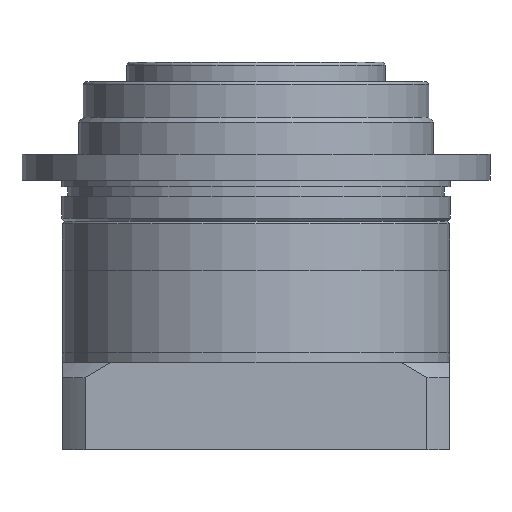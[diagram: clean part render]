
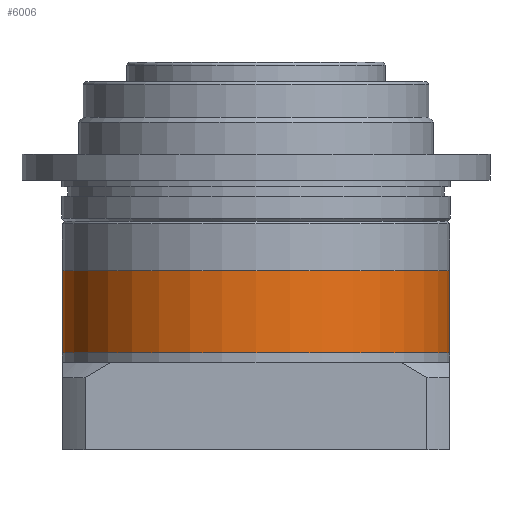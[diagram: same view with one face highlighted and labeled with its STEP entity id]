
A CAD part, front view. The second image highlights one B-rep face of the part: STEP entity #6006.
In plain terms, the highlighted cylindrical face has radius 60 mm (diameter 120 mm), a partial arc.
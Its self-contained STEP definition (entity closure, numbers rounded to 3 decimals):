
#293 = ORIENTED_EDGE ( 'NONE', *, *, #595, .F. ) ;
#595 = EDGE_CURVE ( 'NONE', #4595, #2483, #3712, .T. ) ;
#893 = DIRECTION ( 'NONE',  ( 0., 0., 1. ) ) ;
#1324 = CARTESIAN_POINT ( 'NONE',  ( 0., 0., 28.5 ) ) ;
#1574 = VECTOR ( 'NONE', #2988, 1000. ) ;
#1713 = CYLINDRICAL_SURFACE ( 'NONE', #5257, 60. ) ;
#1761 = ORIENTED_EDGE ( 'NONE', *, *, #2363, .T. ) ;
#1828 = CARTESIAN_POINT ( 'NONE',  ( 0., 0., 43.75 ) ) ;
#1974 = DIRECTION ( 'NONE',  ( 1., 0., 0. ) ) ;
#2108 = EDGE_CURVE ( 'NONE', #4595, #4485, #4877, .T. ) ;
#2189 = AXIS2_PLACEMENT_3D ( 'NONE', #1324, #5866, #1974 ) ;
#2363 = EDGE_CURVE ( 'NONE', #4485, #7868, #3359, .T. ) ;
#2483 = VERTEX_POINT ( 'NONE', #5840 ) ;
#2531 = FACE_OUTER_BOUND ( 'NONE', #6836, .T. ) ;
#2673 = CARTESIAN_POINT ( 'NONE',  ( 60., 0., 3. ) ) ;
#2988 = DIRECTION ( 'NONE',  ( 0., 0., -1. ) ) ;
#3359 = CIRCLE ( 'NONE', #7579, 60. ) ;
#3712 = CIRCLE ( 'NONE', #2189, 60. ) ;
#3744 = DIRECTION ( 'NONE',  ( 0., 0., -1. ) ) ;
#4092 = ORIENTED_EDGE ( 'NONE', *, *, #2108, .T. ) ;
#4431 = DIRECTION ( 'NONE',  ( 0., 0., -1. ) ) ;
#4485 = VERTEX_POINT ( 'NONE', #7755 ) ;
#4595 = VERTEX_POINT ( 'NONE', #5975 ) ;
#4877 = LINE ( 'NONE', #7674, #6589 ) ;
#5000 = LINE ( 'NONE', #7497, #1574 ) ;
#5257 = AXIS2_PLACEMENT_3D ( 'NONE', #1828, #3744, #6332 ) ;
#5273 = EDGE_CURVE ( 'NONE', #2483, #7868, #5000, .T. ) ;
#5840 = CARTESIAN_POINT ( 'NONE',  ( 60., 0., 28.5 ) ) ;
#5866 = DIRECTION ( 'NONE',  ( 0., 0., 1. ) ) ;
#5975 = CARTESIAN_POINT ( 'NONE',  ( -60., 0., 28.5 ) ) ;
#5991 = DIRECTION ( 'NONE',  ( 1., 0., 0. ) ) ;
#6006 = ADVANCED_FACE ( 'NONE', ( #2531 ), #1713, .T. ) ;
#6112 = ORIENTED_EDGE ( 'NONE', *, *, #5273, .F. ) ;
#6332 = DIRECTION ( 'NONE',  ( -1., 0., 0. ) ) ;
#6589 = VECTOR ( 'NONE', #4431, 1000. ) ;
#6836 = EDGE_LOOP ( 'NONE', ( #6112, #293, #4092, #1761 ) ) ;
#6905 = CARTESIAN_POINT ( 'NONE',  ( 0., 0., 3. ) ) ;
#7497 = CARTESIAN_POINT ( 'NONE',  ( 60., 0., 43.75 ) ) ;
#7579 = AXIS2_PLACEMENT_3D ( 'NONE', #6905, #893, #5991 ) ;
#7674 = CARTESIAN_POINT ( 'NONE',  ( -60., 0., 43.75 ) ) ;
#7755 = CARTESIAN_POINT ( 'NONE',  ( -60., 0., 3. ) ) ;
#7868 = VERTEX_POINT ( 'NONE', #2673 ) ;
